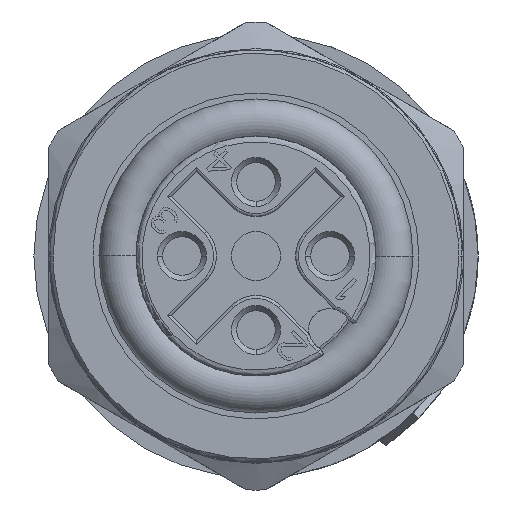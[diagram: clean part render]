
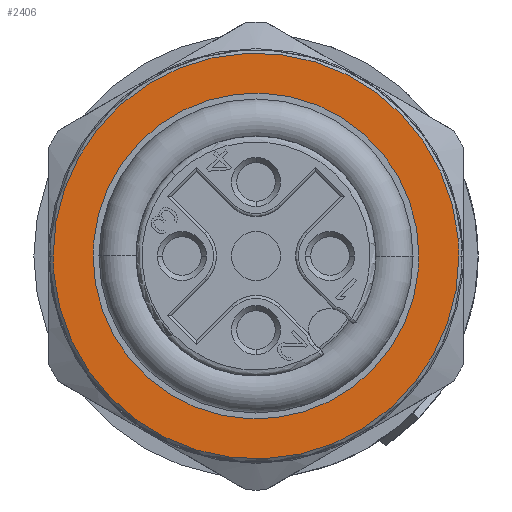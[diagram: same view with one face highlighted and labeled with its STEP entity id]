
A CAD part, front view. The second image highlights one B-rep face of the part: STEP entity #2406.
In plain terms, the highlighted planar face has unit normal (0, -1, 0).
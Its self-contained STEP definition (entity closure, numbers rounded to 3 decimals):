
#2406=ADVANCED_FACE('',(#4780,#4781),#4782,.T.);
#4780=FACE_OUTER_BOUND('',#18883,.T.);
#4781=FACE_BOUND('',#18884,.T.);
#4782=PLANE('',#18885);
#18883=EDGE_LOOP('',(#25368,#25369,#25370,#25371));
#18884=EDGE_LOOP('',(#25372,#25373,#25374,#25375));
#18885=AXIS2_PLACEMENT_3D('',#25376,#25377,#25378);
#25368=ORIENTED_EDGE('',*,*,#28278,.T.);
#25369=ORIENTED_EDGE('',*,*,#27722,.T.);
#25370=ORIENTED_EDGE('',*,*,#28280,.T.);
#25371=ORIENTED_EDGE('',*,*,#27716,.T.);
#25372=ORIENTED_EDGE('',*,*,#27779,.F.);
#25373=ORIENTED_EDGE('',*,*,#28282,.F.);
#25374=ORIENTED_EDGE('',*,*,#27710,.F.);
#25375=ORIENTED_EDGE('',*,*,#27781,.F.);
#25376=CARTESIAN_POINT('',(-7.535,-12.4,-7.497));
#25377=DIRECTION('',(0.0,-1.0,0.0));
#25378=DIRECTION('',(0.0,0.0,1.0));
#27710=EDGE_CURVE('',#31400,#31396,#31402,.T.);
#27716=EDGE_CURVE('',#31405,#31411,#31413,.T.);
#27722=EDGE_CURVE('',#31416,#31422,#31424,.T.);
#27779=EDGE_CURVE('',#31515,#31511,#31517,.T.);
#27781=EDGE_CURVE('',#31511,#31400,#31519,.T.);
#28278=EDGE_CURVE('',#31411,#31416,#32243,.T.);
#28280=EDGE_CURVE('',#31422,#31405,#32245,.T.);
#28282=EDGE_CURVE('',#31396,#31515,#32247,.T.);
#31396=VERTEX_POINT('',#39534);
#31400=VERTEX_POINT('',#39539);
#31402=CIRCLE('',#39542,5.5);
#31405=VERTEX_POINT('',#39545);
#31411=VERTEX_POINT('',#39552);
#31413=CIRCLE('',#39555,6.85);
#31416=VERTEX_POINT('',#39558);
#31422=VERTEX_POINT('',#39565);
#31424=CIRCLE('',#39568,6.85);
#31511=VERTEX_POINT('',#39667);
#31515=VERTEX_POINT('',#39672);
#31517=CIRCLE('',#39675,5.5);
#31519=CIRCLE('',#39677,5.5);
#32243=CIRCLE('',#41240,6.85);
#32245=CIRCLE('',#41242,6.85);
#32247=CIRCLE('',#41244,5.5);
#39534=CARTESIAN_POINT('',(-5.479,-12.4,0.479));
#39539=CARTESIAN_POINT('',(5.5,-12.4,0.0));
#39542=AXIS2_PLACEMENT_3D('',#43425,#43426,#43427);
#39545=CARTESIAN_POINT('',(-6.824,-12.4,-0.597));
#39552=CARTESIAN_POINT('',(6.85,-12.4,0.0));
#39555=AXIS2_PLACEMENT_3D('',#43436,#43437,#43438);
#39558=CARTESIAN_POINT('',(6.824,-12.4,0.597));
#39565=CARTESIAN_POINT('',(-6.85,-12.4,0.0));
#39568=AXIS2_PLACEMENT_3D('',#43447,#43448,#43449);
#39667=CARTESIAN_POINT('',(5.479,-12.4,-0.479));
#39672=CARTESIAN_POINT('',(-5.5,-12.4,0.0));
#39675=AXIS2_PLACEMENT_3D('',#43557,#43558,#43559);
#39677=AXIS2_PLACEMENT_3D('',#43560,#43561,#43562);
#41240=AXIS2_PLACEMENT_3D('',#44216,#44217,#44218);
#41242=AXIS2_PLACEMENT_3D('',#44219,#44220,#44221);
#41244=AXIS2_PLACEMENT_3D('',#44222,#44223,#44224);
#43425=CARTESIAN_POINT('',(0.0,-12.4,0.0));
#43426=DIRECTION('',(0.0,-1.0,0.0));
#43427=DIRECTION('',(1.0,0.0,0.0));
#43436=CARTESIAN_POINT('',(0.0,-12.4,0.0));
#43437=DIRECTION('',(0.0,-1.0,0.0));
#43438=DIRECTION('',(-1.0,0.0,0.0));
#43447=CARTESIAN_POINT('',(0.0,-12.4,0.0));
#43448=DIRECTION('',(0.0,-1.0,0.0));
#43449=DIRECTION('',(1.0,0.0,0.0));
#43557=CARTESIAN_POINT('',(0.0,-12.4,0.0));
#43558=DIRECTION('',(0.0,-1.0,0.0));
#43559=DIRECTION('',(-1.0,0.0,0.0));
#43560=CARTESIAN_POINT('',(0.0,-12.4,0.0));
#43561=DIRECTION('',(0.0,-1.0,0.0));
#43562=DIRECTION('',(-1.0,0.0,0.0));
#44216=CARTESIAN_POINT('',(0.0,-12.4,0.0));
#44217=DIRECTION('',(0.0,-1.0,0.0));
#44218=DIRECTION('',(1.0,0.0,0.0));
#44219=CARTESIAN_POINT('',(0.0,-12.4,0.0));
#44220=DIRECTION('',(0.0,-1.0,0.0));
#44221=DIRECTION('',(-1.0,0.0,0.0));
#44222=CARTESIAN_POINT('',(0.0,-12.4,0.0));
#44223=DIRECTION('',(0.0,-1.0,0.0));
#44224=DIRECTION('',(1.0,0.0,0.0));
